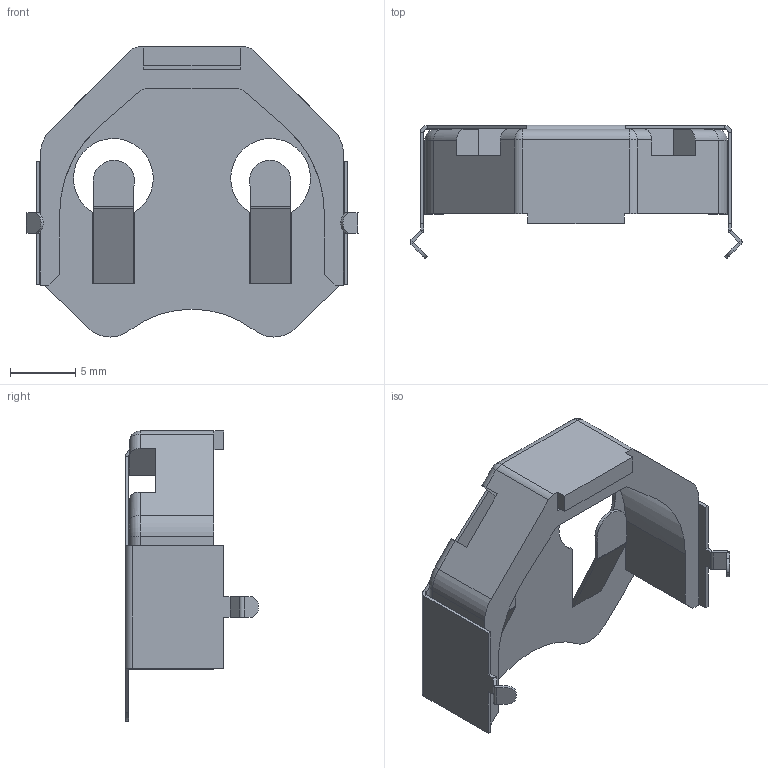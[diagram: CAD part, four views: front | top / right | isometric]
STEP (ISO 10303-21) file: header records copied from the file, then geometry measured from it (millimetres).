
FILE_DESCRIPTION (( 'STEP AP214' ), '1' );
FILE_NAME ('3025.STEP', '2010-06-02T16:30:03', ( 'Richard Maletta' ), ( '' ), 'SwSTEP 2.0', 'SolidWorks 2009', '' );
FILE_SCHEMA (( 'AUTOMOTIVE_DESIGN' ));
Length unit declared in the file: millimetre
Products named in the file (1): 3025
Bounding box: 25.47 x 10.2 x 22.25 mm (x, y, z)
Volume: 760.5 mm3; surface area: 2045.2 mm2
Topology: 2 solids, 2 shells, 180 faces, 430 edges, 252 vertices
Faces by surface type: plane 133, cylinder 43, torus 2, sphere 2
Entity records: 7073 total; most frequent: CARTESIAN_POINT 879, DIRECTION 870, ORIENTED_EDGE 856, EDGE_CURVE 428, VECTOR 336, LINE 336, AXIS2_PLACEMENT_3D 267, VERTEX_POINT 252
